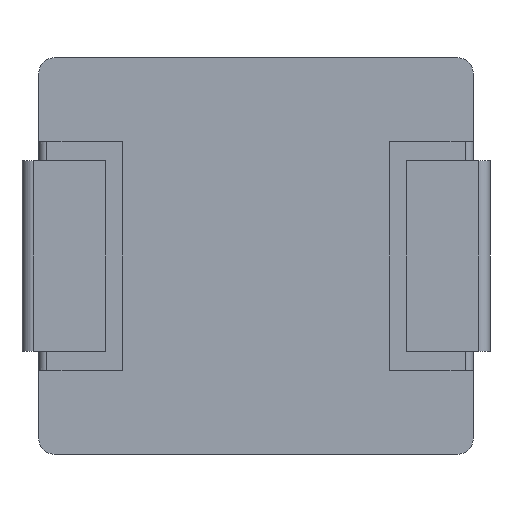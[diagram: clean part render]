
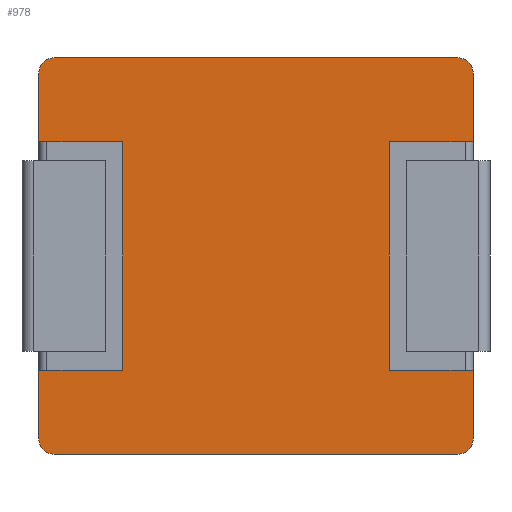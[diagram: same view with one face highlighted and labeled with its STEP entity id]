
A CAD part, front view. The second image highlights one B-rep face of the part: STEP entity #978.
In plain terms, the highlighted planar face has unit normal (0, -1, 0).
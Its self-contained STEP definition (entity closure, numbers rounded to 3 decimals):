
#9 = CARTESIAN_POINT ( 'NONE',  ( 0., 0., 0. ) ) ;
#24 = EDGE_CURVE ( 'NONE', #3482, #3928, #1174, .T. ) ;
#100 = VERTEX_POINT ( 'NONE', #1195 ) ;
#101 = VERTEX_POINT ( 'NONE', #1219 ) ;
#102 = DIRECTION ( 'NONE',  ( 0., 1., 0. ) ) ;
#109 = DIRECTION ( 'NONE',  ( 0., 0., 1. ) ) ;
#115 = VECTOR ( 'NONE', #1510, 1000. ) ;
#141 = CARTESIAN_POINT ( 'NONE',  ( -1.75, 0., 1.5 ) ) ;
#148 = VERTEX_POINT ( 'NONE', #151 ) ;
#151 = CARTESIAN_POINT ( 'NONE',  ( 2.65, 0., 2.6 ) ) ;
#204 = LINE ( 'NONE', #1571, #115 ) ;
#258 = CARTESIAN_POINT ( 'NONE',  ( 2.65, 0., -2.6 ) ) ;
#262 = EDGE_CURVE ( 'NONE', #1240, #1275, #2794, .T. ) ;
#343 = CARTESIAN_POINT ( 'NONE',  ( -2.85, 0., -2.6 ) ) ;
#368 = VERTEX_POINT ( 'NONE', #2735 ) ;
#397 = CARTESIAN_POINT ( 'NONE',  ( -2.65, 0., -2.6 ) ) ;
#430 = ORIENTED_EDGE ( 'NONE', *, *, #1989, .F. ) ;
#455 = CARTESIAN_POINT ( 'NONE',  ( -2.85, 0., -2.6 ) ) ;
#483 = CARTESIAN_POINT ( 'NONE',  ( 2.65, 0., 2.4 ) ) ;
#495 = EDGE_CURVE ( 'NONE', #3216, #1275, #2288, .T. ) ;
#504 = ORIENTED_EDGE ( 'NONE', *, *, #2087, .T. ) ;
#532 = VECTOR ( 'NONE', #2169, 1000. ) ;
#559 = DIRECTION ( 'NONE',  ( -1., 0., 0. ) ) ;
#599 = CIRCLE ( 'NONE', #2557, 0.2 ) ;
#610 = EDGE_CURVE ( 'NONE', #1240, #148, #2881, .T. ) ;
#646 = EDGE_CURVE ( 'NONE', #2568, #4191, #204, .T. ) ;
#721 = DIRECTION ( 'NONE',  ( 1., 0., 0. ) ) ;
#741 = CARTESIAN_POINT ( 'NONE',  ( -2.85, 0., 1.5 ) ) ;
#762 = DIRECTION ( 'NONE',  ( 0., 0., 1. ) ) ;
#768 = VECTOR ( 'NONE', #721, 1000. ) ;
#774 = DIRECTION ( 'NONE',  ( 0., -1., 0. ) ) ;
#776 = CARTESIAN_POINT ( 'NONE',  ( 2.65, 0., -2.4 ) ) ;
#800 = EDGE_CURVE ( 'NONE', #3010, #4036, #1187, .T. ) ;
#825 = VECTOR ( 'NONE', #2960, 1000. ) ;
#830 = DIRECTION ( 'NONE',  ( 0., 0., 1. ) ) ;
#888 = CARTESIAN_POINT ( 'NONE',  ( 0., 0., -1.5 ) ) ;
#898 = CARTESIAN_POINT ( 'NONE',  ( -1.75, 0., 0. ) ) ;
#899 = DIRECTION ( 'NONE',  ( 1., 0., 0. ) ) ;
#949 = ORIENTED_EDGE ( 'NONE', *, *, #262, .T. ) ;
#978 = ADVANCED_FACE ( 'NONE', ( #3021 ), #1038, .F. ) ;
#1034 = CARTESIAN_POINT ( 'NONE',  ( -2.65, 0., -2.4 ) ) ;
#1038 = PLANE ( 'NONE',  #3152 ) ;
#1065 = CARTESIAN_POINT ( 'NONE',  ( 1.75, 0., 0. ) ) ;
#1123 = CARTESIAN_POINT ( 'NONE',  ( 1.75, 0., 1.5 ) ) ;
#1174 = LINE ( 'NONE', #2837, #2908 ) ;
#1187 = CIRCLE ( 'NONE', #3650, 0.2 ) ;
#1195 = CARTESIAN_POINT ( 'NONE',  ( -1.75, 0., -1.5 ) ) ;
#1199 = LINE ( 'NONE', #455, #1947 ) ;
#1219 = CARTESIAN_POINT ( 'NONE',  ( 2.85, 0., 2.4 ) ) ;
#1240 = VERTEX_POINT ( 'NONE', #3531 ) ;
#1254 = EDGE_CURVE ( 'NONE', #368, #100, #2643, .T. ) ;
#1275 = VERTEX_POINT ( 'NONE', #1933 ) ;
#1296 = LINE ( 'NONE', #4291, #768 ) ;
#1302 = VECTOR ( 'NONE', #4210, 1000. ) ;
#1373 = DIRECTION ( 'NONE',  ( 0., 0., 1. ) ) ;
#1442 = DIRECTION ( 'NONE',  ( 0., 0., 1. ) ) ;
#1510 = DIRECTION ( 'NONE',  ( -1., 0., 0. ) ) ;
#1531 = VERTEX_POINT ( 'NONE', #397 ) ;
#1564 = EDGE_CURVE ( 'NONE', #3010, #1531, #3175, .T. ) ;
#1571 = CARTESIAN_POINT ( 'NONE',  ( 0., 0., 1.5 ) ) ;
#1593 = ORIENTED_EDGE ( 'NONE', *, *, #2322, .T. ) ;
#1604 = DIRECTION ( 'NONE',  ( 1., 0., 0. ) ) ;
#1617 = LINE ( 'NONE', #898, #3171 ) ;
#1638 = ORIENTED_EDGE ( 'NONE', *, *, #2570, .F. ) ;
#1645 = CARTESIAN_POINT ( 'NONE',  ( 2.85, 0., 1.5 ) ) ;
#1673 = ORIENTED_EDGE ( 'NONE', *, *, #3329, .T. ) ;
#1680 = CARTESIAN_POINT ( 'NONE',  ( -2.85, 0., 2.6 ) ) ;
#1693 = ORIENTED_EDGE ( 'NONE', *, *, #646, .F. ) ;
#1700 = AXIS2_PLACEMENT_3D ( 'NONE', #483, #2827, #830 ) ;
#1715 = LINE ( 'NONE', #3605, #825 ) ;
#1858 = CIRCLE ( 'NONE', #1700, 0.2 ) ;
#1894 = ORIENTED_EDGE ( 'NONE', *, *, #1564, .F. ) ;
#1933 = CARTESIAN_POINT ( 'NONE',  ( -2.85, 0., 2.4 ) ) ;
#1947 = VECTOR ( 'NONE', #2086, 1000. ) ;
#1989 = EDGE_CURVE ( 'NONE', #100, #3334, #1617, .T. ) ;
#2004 = EDGE_CURVE ( 'NONE', #3482, #4036, #2176, .T. ) ;
#2062 = CARTESIAN_POINT ( 'NONE',  ( -2.85, 0., -2.6 ) ) ;
#2086 = DIRECTION ( 'NONE',  ( 0., 0., 1. ) ) ;
#2087 = EDGE_CURVE ( 'NONE', #3928, #4191, #3430, .T. ) ;
#2101 = VECTOR ( 'NONE', #1604, 1000. ) ;
#2169 = DIRECTION ( 'NONE',  ( 0., 0., 1. ) ) ;
#2176 = LINE ( 'NONE', #2891, #1302 ) ;
#2191 = CARTESIAN_POINT ( 'NONE',  ( 2.85, 0., -1.5 ) ) ;
#2237 = ORIENTED_EDGE ( 'NONE', *, *, #24, .T. ) ;
#2273 = VECTOR ( 'NONE', #2719, 1000. ) ;
#2288 = LINE ( 'NONE', #2062, #532 ) ;
#2301 = CARTESIAN_POINT ( 'NONE',  ( 2.85, 0., -2.4 ) ) ;
#2322 = EDGE_CURVE ( 'NONE', #2463, #1531, #599, .T. ) ;
#2463 = VERTEX_POINT ( 'NONE', #3409 ) ;
#2497 = ORIENTED_EDGE ( 'NONE', *, *, #800, .T. ) ;
#2537 = VECTOR ( 'NONE', #1442, 1000. ) ;
#2557 = AXIS2_PLACEMENT_3D ( 'NONE', #1034, #3340, #1373 ) ;
#2568 = VERTEX_POINT ( 'NONE', #1645 ) ;
#2570 = EDGE_CURVE ( 'NONE', #101, #2568, #1715, .T. ) ;
#2637 = ORIENTED_EDGE ( 'NONE', *, *, #495, .F. ) ;
#2643 = LINE ( 'NONE', #888, #3528 ) ;
#2697 = AXIS2_PLACEMENT_3D ( 'NONE', #3829, #3818, #3815 ) ;
#2719 = DIRECTION ( 'NONE',  ( -1., 0., 0. ) ) ;
#2735 = CARTESIAN_POINT ( 'NONE',  ( -2.85, 0., -1.5 ) ) ;
#2794 = CIRCLE ( 'NONE', #2697, 0.2 ) ;
#2827 = DIRECTION ( 'NONE',  ( 0., -1., 0. ) ) ;
#2837 = CARTESIAN_POINT ( 'NONE',  ( 0., 0., -1.5 ) ) ;
#2881 = LINE ( 'NONE', #1680, #2101 ) ;
#2891 = CARTESIAN_POINT ( 'NONE',  ( 2.85, 0., -2.6 ) ) ;
#2908 = VECTOR ( 'NONE', #559, 1000. ) ;
#2960 = DIRECTION ( 'NONE',  ( 0., 0., -1. ) ) ;
#2992 = ORIENTED_EDGE ( 'NONE', *, *, #610, .F. ) ;
#3010 = VERTEX_POINT ( 'NONE', #258 ) ;
#3021 = FACE_OUTER_BOUND ( 'NONE', #4316, .T. ) ;
#3152 = AXIS2_PLACEMENT_3D ( 'NONE', #9, #102, #109 ) ;
#3171 = VECTOR ( 'NONE', #3217, 1000. ) ;
#3175 = LINE ( 'NONE', #343, #2273 ) ;
#3181 = EDGE_CURVE ( 'NONE', #3216, #3334, #1296, .T. ) ;
#3216 = VERTEX_POINT ( 'NONE', #741 ) ;
#3217 = DIRECTION ( 'NONE',  ( 0., 0., 1. ) ) ;
#3296 = EDGE_CURVE ( 'NONE', #2463, #368, #1199, .T. ) ;
#3329 = EDGE_CURVE ( 'NONE', #101, #148, #1858, .T. ) ;
#3334 = VERTEX_POINT ( 'NONE', #141 ) ;
#3340 = DIRECTION ( 'NONE',  ( 0., -1., 0. ) ) ;
#3409 = CARTESIAN_POINT ( 'NONE',  ( -2.85, 0., -2.4 ) ) ;
#3430 = LINE ( 'NONE', #1065, #2537 ) ;
#3482 = VERTEX_POINT ( 'NONE', #2191 ) ;
#3528 = VECTOR ( 'NONE', #899, 1000. ) ;
#3531 = CARTESIAN_POINT ( 'NONE',  ( -2.65, 0., 2.6 ) ) ;
#3536 = CARTESIAN_POINT ( 'NONE',  ( 1.75, 0., -1.5 ) ) ;
#3564 = ORIENTED_EDGE ( 'NONE', *, *, #3296, .F. ) ;
#3605 = CARTESIAN_POINT ( 'NONE',  ( 2.85, 0., -2.6 ) ) ;
#3650 = AXIS2_PLACEMENT_3D ( 'NONE', #776, #774, #762 ) ;
#3815 = DIRECTION ( 'NONE',  ( 0., 0., 1. ) ) ;
#3818 = DIRECTION ( 'NONE',  ( 0., -1., 0. ) ) ;
#3829 = CARTESIAN_POINT ( 'NONE',  ( -2.65, 0., 2.4 ) ) ;
#3928 = VERTEX_POINT ( 'NONE', #3536 ) ;
#3983 = ORIENTED_EDGE ( 'NONE', *, *, #1254, .F. ) ;
#4036 = VERTEX_POINT ( 'NONE', #2301 ) ;
#4100 = ORIENTED_EDGE ( 'NONE', *, *, #3181, .T. ) ;
#4191 = VERTEX_POINT ( 'NONE', #1123 ) ;
#4210 = DIRECTION ( 'NONE',  ( 0., 0., -1. ) ) ;
#4263 = ORIENTED_EDGE ( 'NONE', *, *, #2004, .F. ) ;
#4291 = CARTESIAN_POINT ( 'NONE',  ( 0., 0., 1.5 ) ) ;
#4316 = EDGE_LOOP ( 'NONE', ( #2992, #949, #2637, #4100, #430, #3983, #3564, #1593, #1894, #2497, #4263, #2237, #504, #1693, #1638, #1673 ) ) ;
